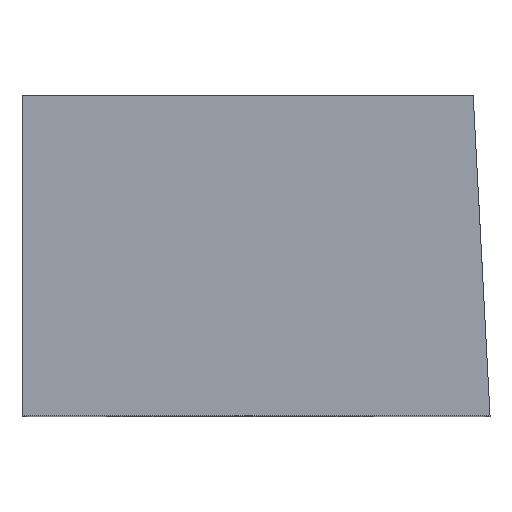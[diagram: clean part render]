
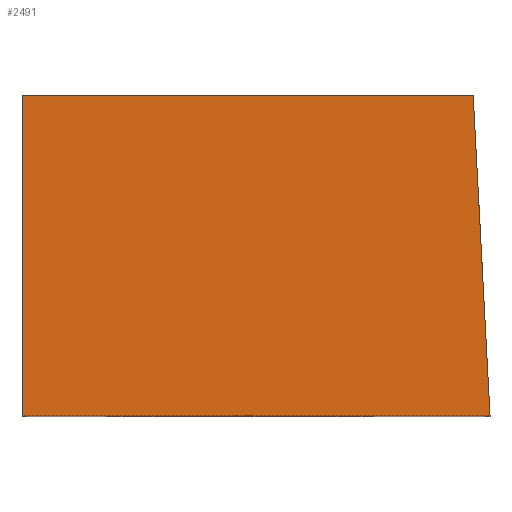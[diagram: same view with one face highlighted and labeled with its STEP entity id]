
A CAD part, top view. The second image highlights one B-rep face of the part: STEP entity #2491.
In plain terms, the highlighted planar face has unit normal (0, 0, 1).
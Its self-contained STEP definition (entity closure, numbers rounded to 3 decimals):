
#213=DIRECTION('',(0.,-1.,0.));
#214=VECTOR('',#213,24.994);
#215=CARTESIAN_POINT('',(-36.5,24.994,0.));
#216=LINE('',#215,#214);
#1122=DIRECTION('',(-1.,0.,0.));
#1123=VECTOR('',#1122,36.5);
#1124=CARTESIAN_POINT('',(0.,0.,0.));
#1125=LINE('',#1124,#1123);
#1481=DIRECTION('',(0.052,-0.999,0.));
#1482=VECTOR('',#1481,25.028);
#1483=CARTESIAN_POINT('',(-1.31,24.994,0.));
#1484=LINE('',#1483,#1482);
#1488=DIRECTION('',(-1.,0.,0.));
#1489=VECTOR('',#1488,35.19);
#1490=CARTESIAN_POINT('',(-1.31,24.994,0.));
#1491=LINE('',#1490,#1489);
#1541=CARTESIAN_POINT('',(-36.5,24.994,0.));
#1542=CARTESIAN_POINT('',(-36.5,0.,0.));
#1543=VERTEX_POINT('',#1541);
#1544=VERTEX_POINT('',#1542);
#1549=CARTESIAN_POINT('',(-1.31,24.994,0.));
#1550=CARTESIAN_POINT('',(0.,0.,0.));
#1551=VERTEX_POINT('',#1549);
#1552=VERTEX_POINT('',#1550);
#2480=CARTESIAN_POINT('',(0.,24.994,0.));
#2481=DIRECTION('',(0.,0.,1.));
#2482=DIRECTION('',(0.,-1.,0.));
#2483=AXIS2_PLACEMENT_3D('',#2480,#2481,#2482);
#2484=PLANE('',#2483);
#2485=ORIENTED_EDGE('',*,*,#2173,.T.);
#2486=ORIENTED_EDGE('',*,*,#2277,.T.);
#2487=ORIENTED_EDGE('',*,*,#1698,.F.);
#2488=ORIENTED_EDGE('',*,*,#2363,.F.);
#2489=EDGE_LOOP('',(#2485,#2486,#2487,#2488));
#2490=FACE_OUTER_BOUND('',#2489,.F.);
#2491=ADVANCED_FACE('',(#2490),#2484,.T.);
#1698=EDGE_CURVE('',#1543,#1544,#216,.T.);
#2173=EDGE_CURVE('',#1551,#1552,#1484,.T.);
#2277=EDGE_CURVE('',#1552,#1544,#1125,.T.);
#2363=EDGE_CURVE('',#1551,#1543,#1491,.T.);
